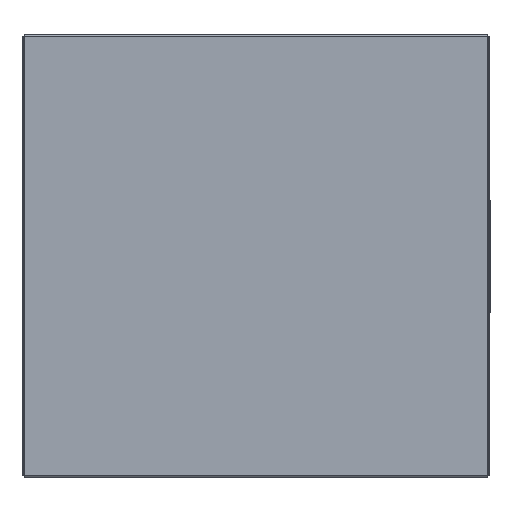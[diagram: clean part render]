
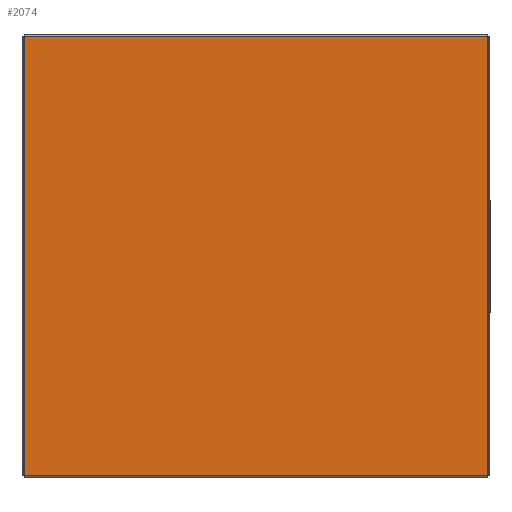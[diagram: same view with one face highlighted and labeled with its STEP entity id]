
A CAD part, front view. The second image highlights one B-rep face of the part: STEP entity #2074.
In plain terms, the highlighted planar face has unit normal (0, -1, 0).
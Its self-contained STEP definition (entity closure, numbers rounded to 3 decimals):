
#239 = CARTESIAN_POINT ( 'NONE',  ( 219.8, -1.2, 208. ) ) ;
#272 = CARTESIAN_POINT ( 'NONE',  ( 0., -1.2, 0. ) ) ;
#397 = VERTEX_POINT ( 'NONE', #730 ) ;
#438 = CARTESIAN_POINT ( 'NONE',  ( -219.8, -1.2, -207.8 ) ) ;
#497 = VECTOR ( 'NONE', #1586, 1000. ) ;
#498 = CARTESIAN_POINT ( 'NONE',  ( 219.8, -1.2, 207.8 ) ) ;
#528 = DIRECTION ( 'NONE',  ( -1., 0., 0. ) ) ;
#550 = EDGE_LOOP ( 'NONE', ( #1756, #2117, #2602, #687 ) ) ;
#586 = CARTESIAN_POINT ( 'NONE',  ( -219.8, -1.2, -208. ) ) ;
#687 = ORIENTED_EDGE ( 'NONE', *, *, #690, .F. ) ;
#690 = EDGE_CURVE ( 'NONE', #734, #397, #1751, .T. ) ;
#730 = CARTESIAN_POINT ( 'NONE',  ( -219.8, -1.2, 207.8 ) ) ;
#734 = VERTEX_POINT ( 'NONE', #2092 ) ;
#965 = VERTEX_POINT ( 'NONE', #2610 ) ;
#1154 = FACE_OUTER_BOUND ( 'NONE', #550, .T. ) ;
#1276 = VECTOR ( 'NONE', #2335, 1000. ) ;
#1586 = DIRECTION ( 'NONE',  ( 0., 0., 1. ) ) ;
#1718 = DIRECTION ( 'NONE',  ( 0., 0., -1. ) ) ;
#1719 = EDGE_CURVE ( 'NONE', #734, #965, #1944, .T. ) ;
#1751 = LINE ( 'NONE', #586, #497 ) ;
#1756 = ORIENTED_EDGE ( 'NONE', *, *, #1719, .T. ) ;
#1944 = LINE ( 'NONE', #438, #1276 ) ;
#2001 = DIRECTION ( 'NONE',  ( 0., 1., 0. ) ) ;
#2067 = EDGE_CURVE ( 'NONE', #2844, #397, #2336, .T. ) ;
#2074 = ADVANCED_FACE ( 'NONE', ( #1154 ), #2190, .F. ) ;
#2092 = CARTESIAN_POINT ( 'NONE',  ( -219.8, -1.2, -207.8 ) ) ;
#2117 = ORIENTED_EDGE ( 'NONE', *, *, #2923, .F. ) ;
#2152 = VECTOR ( 'NONE', #528, 1000. ) ;
#2190 = PLANE ( 'NONE',  #2629 ) ;
#2335 = DIRECTION ( 'NONE',  ( 1., 0., 0. ) ) ;
#2336 = LINE ( 'NONE', #498, #2152 ) ;
#2602 = ORIENTED_EDGE ( 'NONE', *, *, #2067, .T. ) ;
#2610 = CARTESIAN_POINT ( 'NONE',  ( 219.8, -1.2, -207.8 ) ) ;
#2628 = VECTOR ( 'NONE', #1718, 1000. ) ;
#2629 = AXIS2_PLACEMENT_3D ( 'NONE', #272, #2001, #2672 ) ;
#2672 = DIRECTION ( 'NONE',  ( 0., 0., 1. ) ) ;
#2713 = LINE ( 'NONE', #239, #2628 ) ;
#2844 = VERTEX_POINT ( 'NONE', #3089 ) ;
#2923 = EDGE_CURVE ( 'NONE', #2844, #965, #2713, .T. ) ;
#3089 = CARTESIAN_POINT ( 'NONE',  ( 219.8, -1.2, 207.8 ) ) ;
